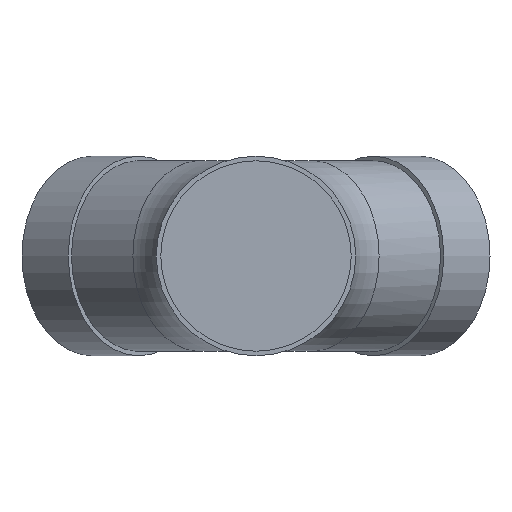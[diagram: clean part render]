
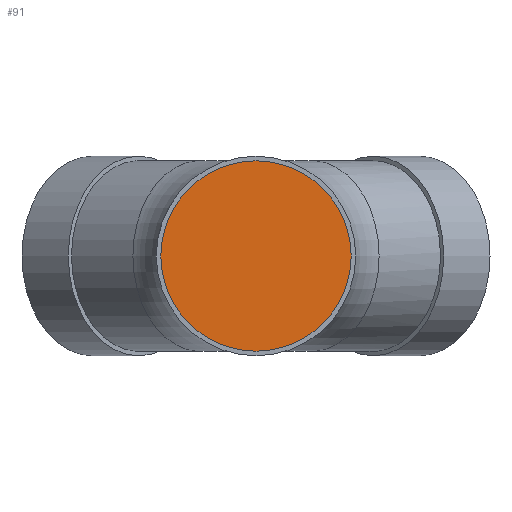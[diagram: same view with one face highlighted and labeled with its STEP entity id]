
A CAD part, front view. The second image highlights one B-rep face of the part: STEP entity #91.
In plain terms, the highlighted planar face has unit normal (0, -1, 0).
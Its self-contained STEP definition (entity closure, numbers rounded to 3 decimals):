
#91 = ADVANCED_FACE( '', ( #188 ), #189, .T. );
#188 = FACE_OUTER_BOUND( '', #292, .T. );
#189 = PLANE( '', #293 );
#292 = EDGE_LOOP( '', ( #414 ) );
#293 = AXIS2_PLACEMENT_3D( '', #415, #416, #417 );
#414 = ORIENTED_EDGE( '', *, *, #534, .T. );
#415 = CARTESIAN_POINT( '', ( 0., 40., 0. ) );
#416 = DIRECTION( '', ( 0., -1., 0. ) );
#417 = DIRECTION( '', ( 0., 0., -1. ) );
#534 = EDGE_CURVE( '', #605, #605, #606, .T. );
#605 = VERTEX_POINT( '', #801 );
#606 = CIRCLE( '', #802, 62.5 );
#801 = CARTESIAN_POINT( '', ( 0., 40., -62.5 ) );
#802 = AXIS2_PLACEMENT_3D( '', #881, #882, #883 );
#881 = CARTESIAN_POINT( '', ( 0., 40., 0. ) );
#882 = DIRECTION( '', ( 0., -1., 0. ) );
#883 = DIRECTION( '', ( 0., 0., -1. ) );
